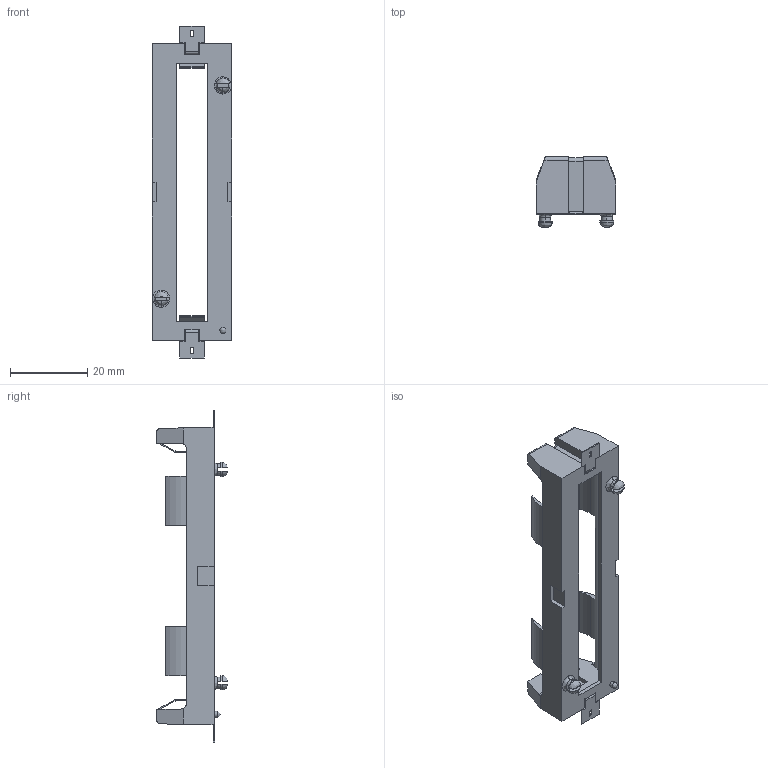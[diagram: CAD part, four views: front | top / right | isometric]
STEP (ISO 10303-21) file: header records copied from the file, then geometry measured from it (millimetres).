
FILE_DESCRIPTION(('FreeCAD Model'),'2;1');
FILE_NAME('Open CASCADE Shape Model','2022-12-09T12:51:34',(''),(''), 'Open CASCADE STEP processor 7.6','FreeCAD','Unknown');
FILE_SCHEMA(('AUTOMOTIVE_DESIGN { 1 0 10303 214 1 1 1 1 }'));
Length unit declared in the file: millimetre
Products named in the file (1): 937F6FEC-95AB-4D2C-80D4-10436DB918D8
Bounding box: 20.65 x 18.29 x 86 mm (x, y, z)
Volume: 5602 mm3; surface area: 6329.1 mm2
Topology: 3 solids, 3 shells, 185 faces, 1540 edges, 4438 vertices
Faces by surface type: plane 134, cylinder 40, bspline 11
Entity records: 29818 total; most frequent: CARTESIAN_POINT 10327, DIRECTION 2957, LINE 2002, VECTOR 2002, GEOMETRIC_CURVE_SET 1027, ORIENTED_EDGE 1024, PCURVE 1024, DEFINITIONAL_REPRESENTATION 1024
